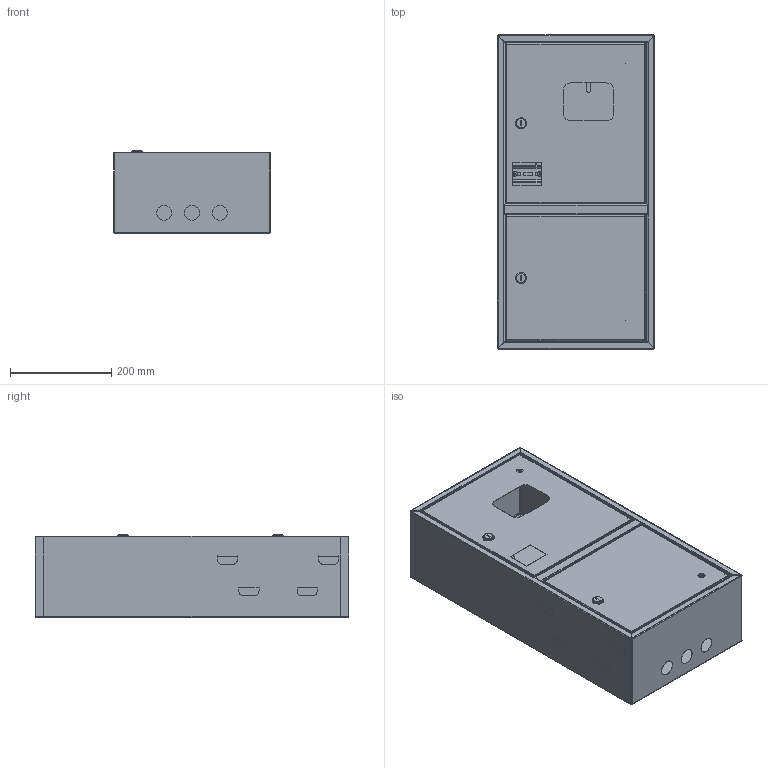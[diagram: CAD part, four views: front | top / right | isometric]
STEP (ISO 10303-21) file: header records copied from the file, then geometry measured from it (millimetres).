
FILE_DESCRIPTION (( 'STEP AP203' ), '1' );
FILE_NAME ('ÙÓÐí-3-24 äâà îòñåêà (ÁÓÐ) (620õ310õ160) IP31 EKF PROxima.STEP', '2021-07-13T08:16:33', ( '' ), ( '' ), 'SwSTEP 2.0', 'SolidWorks 2021', '' );
FILE_SCHEMA (( 'CONFIG_CONTROL_DESIGN' ));
Length unit declared in the file: millimetre
Products named in the file (29): Êðîíøòåéí 40õ40; Øïèëüêà Ì6õ20; hex flange nut_din_Hexagon Flange Nut DIN 6923 - M6 - N; Çàêëåïêà ãàå÷íàÿ Ì4_Œ8; pan head cross recess screw_din_DIN EN ISO 7045 - M4 x 16 - Z - 16C; ÌÈ-2049.01.03.000 ÑÁ Ñòåíêà ëåâàÿ â ñáîðå; ÙÓÐí-3-24 äâà îòñåêà (ÁÓÐ) (620õ310õ160) IP31 EKF PROxima; ÌÈ-2049.03.00.000 ÑÁ Äâåðü íèæíÿÿ â ñáîðå; ÌÈ-2049.00.00.001 Ôàëüøïàíåëü; Øïèëüêà Ì6õ12; DIN-ðåéêà 70ìì; Çàìîê ïî÷òîâûé; Ïàíåëü ñ÷åò÷èêà 3õ ôàçíîãî ÌÈ-512.00.00.001; ÌÈ-2049.01.02.000 ÑÁ Ñòåíêà çàäíÿÿ â ñáîðå; ﾌﾈ-2049.03.00.001 ﾄ粢 湜跫; ÌÈ-2047.01.04.000 ÑÁ Ïåðåãîðîäêà â ñáîðå; DIN-ðåéêà 280ìì; ÌÈ-2047.02.00.000 ÑÁ Äâåðü âåðõíÿÿ â ñáîðå; 昈-1995.01.04.002 赶鎀鍧; ÌÈ-2049.01.02.001 Ñòåíêà çàäíÿÿ; ÌÈ-2047.02.00.001 Äâåðü âåðõíÿÿ; ﾌﾈ-2047.01.04.001 ﾊ煇鳫; ÌÈ-2049.01.03.001 Ñòåíêà ëåâàÿ; ÌÈ-2049.01.01.001 Ñòåíêà ïðàâàÿ; ÌÈ-1995.01.04.001 Ïåðåãîðîäêà; cross ph tapping 968_din_Screw DIN 968-ST4.2x13-C-H-N; pan head cross recess screw_din_ISO 7045 - M4 x 16 - Z --- 16N; ÌÈ-2049.01.00.000 ÑÁ Êîðïóñ â ñáîðå; ÌÈ-2049.01.01.000 ÑÁ Ñòåíêà ïðàâàÿ â ñáîðå
Assembly tree (60 placements, depth 4):
  ÙÓÐí-3-24 äâà îòñåêà (ÁÓÐ) (620õ310õ160) IP31 EKF PROxima
    ÌÈ-2049.01.00.000 ÑÁ Êîðïóñ â ñáîðå
      ÌÈ-2049.01.01.000 ÑÁ Ñòåíêà ïðàâàÿ â ñáîðå
        ÌÈ-2049.01.01.001 Ñòåíêà ïðàâàÿ
        Øïèëüêà Ì6õ12  x2
        Êðîíøòåéí 40õ40  x4
      ÌÈ-2049.01.02.000 ÑÁ Ñòåíêà çàäíÿÿ â ñáîðå
        ÌÈ-2049.01.02.001 Ñòåíêà çàäíÿÿ
        Øïèëüêà Ì6õ20  x2
      ÌÈ-2049.01.03.000 ÑÁ Ñòåíêà ëåâàÿ â ñáîðå
        ÌÈ-2049.01.03.001 Ñòåíêà ëåâàÿ
        Êðîíøòåéí 40õ40  x4
      ÌÈ-2047.01.04.000 ÑÁ Ïåðåãîðîäêà â ñáîðå
        ÌÈ-1995.01.04.001 Ïåðåãîðîäêà
        昈-1995.01.04.002 赶鎀鍧
        ﾌﾈ-2047.01.04.001 ﾊ煇鳫
    ÌÈ-2047.02.00.000 ÑÁ Äâåðü âåðõíÿÿ â ñáîðå
      ÌÈ-2047.02.00.001 Äâåðü âåðõíÿÿ
      Çàêëåïêà ãàå÷íàÿ Ì4_Œ8  x2
      Øïèëüêà Ì6õ12
      Çàìîê ïî÷òîâûé
    hex flange nut_din_Hexagon Flange Nut DIN 6923 - M6 - N  x6
    pan head cross recess screw_din_ISO 7045 - M4 x 16 - Z --- 16N  x2
    Ïàíåëü ñ÷åò÷èêà 3õ ôàçíîãî ÌÈ-512.00.00.001
    DIN-ðåéêà 280ìì  x2
    ÌÈ-2049.00.00.001 Ôàëüøïàíåëü
    cross ph tapping 968_din_Screw DIN 968-ST4.2x13-C-H-N  x10
    ÌÈ-2049.03.00.000 ÑÁ Äâåðü íèæíÿÿ â ñáîðå
      ﾌﾈ-2049.03.00.001 ﾄ粢 湜跫
      Øïèëüêà Ì6õ12
      Çàìîê ïî÷òîâûé
      Çàêëåïêà ãàå÷íàÿ Ì4_Œ8  x2
    pan head cross recess screw_din_DIN EN ISO 7045 - M4 x 16 - Z - 16C  x2
    DIN-ðåéêà 70ìì
Bounding box: 310 x 620 x 163.7 mm (x, y, z)
Volume: 699679.7 mm3; surface area: 1924431.1 mm2
Topology: 53 solids, 53 shells, 2228 faces, 5602 edges, 3538 vertices
Faces by surface type: plane 1135, cylinder 525, bspline 308, cone 188, torus 44, sphere 28
Entity records: 38417 total; most frequent: CARTESIAN_POINT 10831, ORIENTED_EDGE 4934, DIRECTION 4739, EDGE_CURVE 2467, AXIS2_PLACEMENT_3D 1587, VECTOR 1565, LINE 1565, VERTEX_POINT 1529
